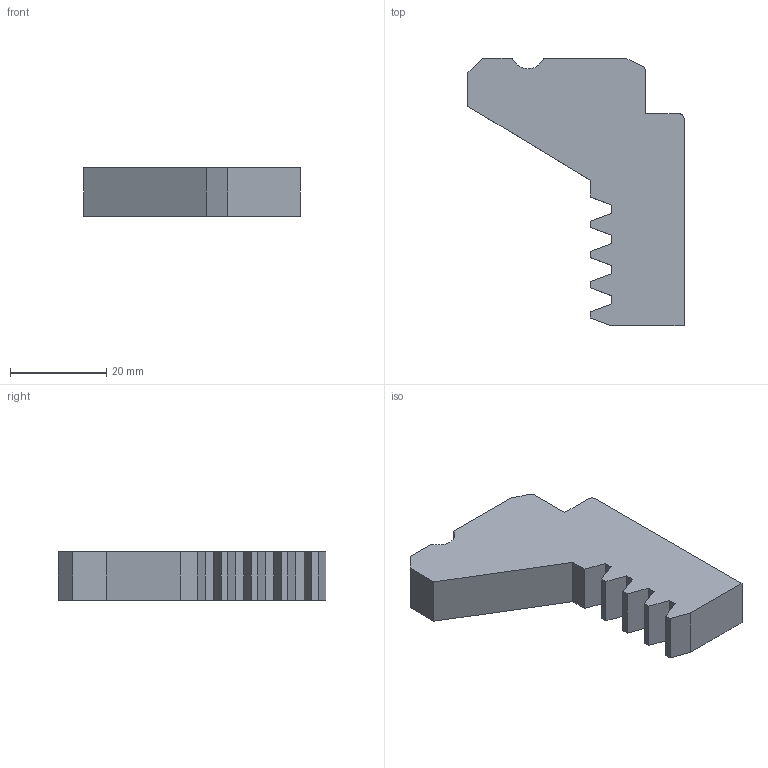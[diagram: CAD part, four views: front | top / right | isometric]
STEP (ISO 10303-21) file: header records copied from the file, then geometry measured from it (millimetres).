
FILE_DESCRIPTION (( 'STEP AP203' ), '1' );
FILE_NAME ('Cutter V4 bottom.STEP', '2021-07-11T12:33:18', ( '' ), ( '' ), 'SwSTEP 2.0', 'SolidWorks 2020', '' );
FILE_SCHEMA (( 'CONFIG_CONTROL_DESIGN' ));
Length unit declared in the file: millimetre
Products named in the file (1): Cutter V4 bottom
Bounding box: 44.86 x 55.62 x 10 mm (x, y, z)
Volume: 13466.8 mm3; surface area: 4955.8 mm2
Topology: 1 solids, 1 shells, 41 faces, 117 edges, 78 vertices
Faces by surface type: plane 35, cylinder 6
Entity records: 1404 total; most frequent: CARTESIAN_POINT 237, ORIENTED_EDGE 234, DIRECTION 213, EDGE_CURVE 117, VECTOR 105, LINE 105, VERTEX_POINT 78, AXIS2_PLACEMENT_3D 54
